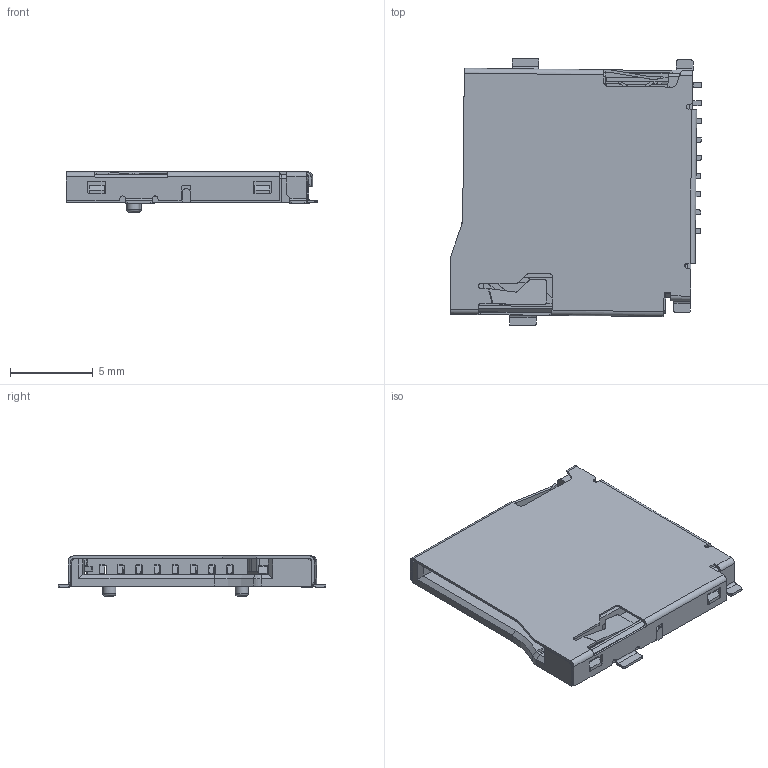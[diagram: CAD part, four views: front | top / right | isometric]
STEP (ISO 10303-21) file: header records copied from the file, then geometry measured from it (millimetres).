
FILE_DESCRIPTION(/* description */ (''),/* implementation_level */ '2;1');
FILE_NAME(/* name */ 'MICROSDTF-01-H1.8.stp',/* time_stamp */ '2025-07-28T20:34:19-07:00',/* author */ ('mmajz'),/* organization */ (''),/* preprocessor_version */ 'ST-DEVELOPER v17',/* originating_system */ 'Autodesk Inventor 2019',/* authorisation */ '');
FILE_SCHEMA (('AUTOMOTIVE_DESIGN { 1 0 10303 214 3 1 1 }'));
Products named in the file (1): MICROSDTF-01-H1.8
Bounding box: 15.2 x 16.16 x 2.42 mm (x, y, z)
Volume: 181.3 mm3; surface area: 1239.1 mm2
Topology: 9 solids, 9 shells, 1172 faces, 3328 edges, 2087 vertices
Faces by surface type: plane 903, cylinder 244, bspline 21, cone 2, torus 2
Full cylindrical faces by diameter (mm): 0.35 x1, 0.66 x1, 0.8 x2
Entity records: 47644 total; most frequent: CARTESIAN_POINT 16237, ORIENTED_EDGE 6656, DIRECTION 6016, EDGE_CURVE 3328, LINE 2612, VECTOR 2612, VERTEX_POINT 2087, AXIS2_PLACEMENT_3D 1702
